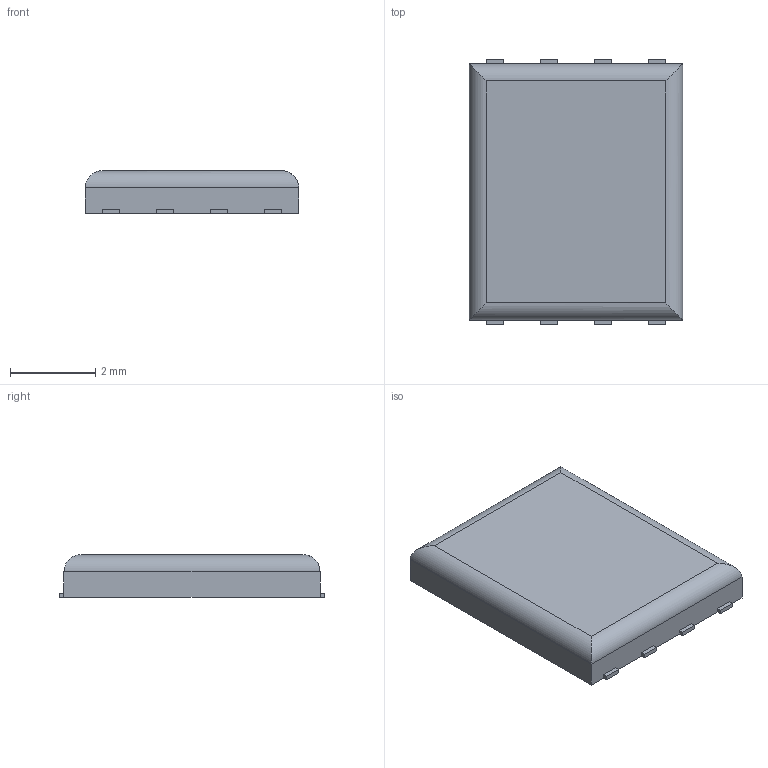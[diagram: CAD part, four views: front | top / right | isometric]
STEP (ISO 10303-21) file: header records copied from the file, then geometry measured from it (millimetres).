
FILE_DESCRIPTION(/* description */ (''),/* implementation_level */ '2;1');
FILE_NAME(/* name */ 'FET.stp',/* time_stamp */ '2022-11-21T23:54:53+01:00',/* author */ (''),/* organization */ (''),/* preprocessor_version */ 'ST-DEVELOPER v15.2',/* originating_system */ 'Autodesk Translator Framework v2.0.0.5431',/* authorisation */ '');
FILE_SCHEMA (('AUTOMOTIVE_DESIGN { 1 0 10303 214 3 1 1 }'));
Length unit declared in the file: centimetre
Products named in the file (1): (Unsaved)
Bounding box: 5 x 6.2 x 1 mm (x, y, z)
Volume: 29.3 mm3; surface area: 79.6 mm2
Topology: 9 solids, 9 shells, 58 faces, 116 edges, 76 vertices
Faces by surface type: plane 54, cylinder 4
Entity records: 1475 total; most frequent: CARTESIAN_POINT 251, DIRECTION 238, ORIENTED_EDGE 232, EDGE_CURVE 116, LINE 112, VECTOR 112, VERTEX_POINT 76, AXIS2_PLACEMENT_3D 63
